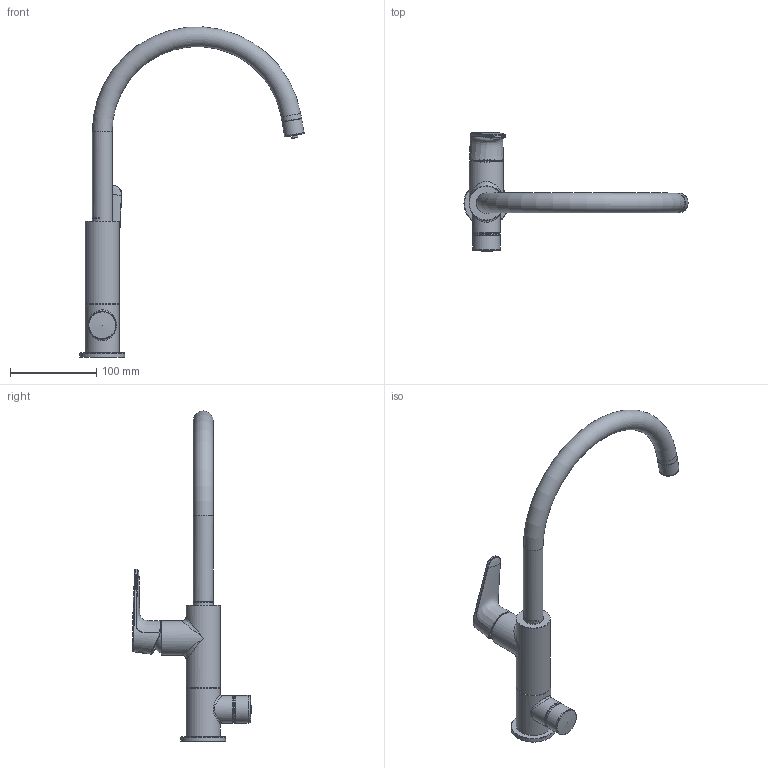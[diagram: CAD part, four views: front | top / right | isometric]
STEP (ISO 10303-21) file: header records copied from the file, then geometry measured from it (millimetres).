
FILE_DESCRIPTION(/* description */ ('Unknown'),/* implementation_level */ '2;1');
FILE_NAME(/* name */ '30385000',/* time_stamp */ '2022-09-01T14:56:54+02:00',/* author */ ('Unknown'),/* organization */ ('GROHE AG'),/* preprocessor_version */ 'ST-DEVELOPER v16.7',/* originating_system */ 'DEX',/* authorisation */ $);
FILE_SCHEMA (('AUTOMOTIVE_DESIGN {1 0 10303 214 3 1 1}'));
Length unit declared in the file: millimetre
Products named in the file (2): 30385000; id11
Assembly tree (1 placements, depth 2):
  30385000
    id11
Bounding box: 260.62 x 137.91 x 383.75 mm (x, y, z)
Surface area: 81666.1 mm2 (no closed solid volume)
Topology: 0 solids, 20 shells, 119 faces, 675 edges, 571 vertices
Faces by surface type: bspline 39, plane 31, cylinder 24, torus 15, cone 8, sphere 2
Full cylindrical faces by diameter (mm): 6.5 x1, 7 x1, 18.7 x1, 20.1 x1, 20.6 x1, 22.5 x1, 23 x3, 26 x1, 32 x4, 35.5 x1, 36.9 x1, 40 x3
Entity records: 14250 total; most frequent: CARTESIAN_POINT 9535, ORIENTED_EDGE 798, DIRECTION 629, EDGE_CURVE 606, VERTEX_POINT 550, LINE 267, VECTOR 267, B_SPLINE_CURVE_WITH_KNOTS 240
